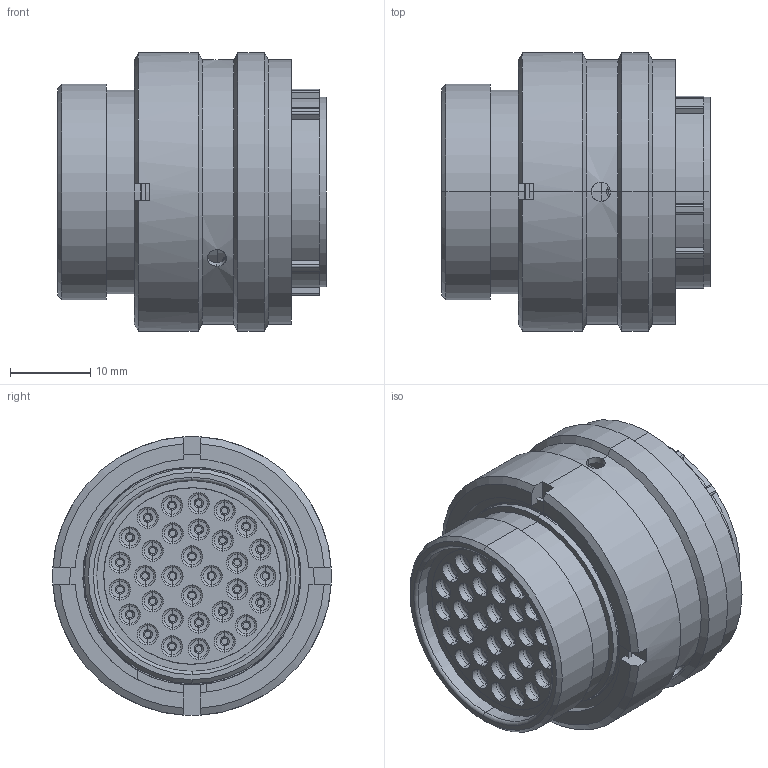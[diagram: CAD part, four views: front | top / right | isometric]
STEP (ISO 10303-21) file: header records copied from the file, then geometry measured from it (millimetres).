
FILE_DESCRIPTION (( 'STEP AP214' ), '1' );
FILE_NAME ('AS618-32SC.STEP', '2022-02-01T10:50:35', ( '' ), ( '' ), 'SwSTEP 2.0', 'SolidWorks 2020', '' );
FILE_SCHEMA (( 'AUTOMOTIVE_DESIGN' ));
Length unit declared in the file: millimetre
Products named in the file (1): AS618-32SC
Bounding box: 33.37 x 34.7 x 34.7 mm (x, y, z)
Volume: 17491.4 mm3; surface area: 20902.6 mm2
Topology: 8 solids, 8 shells, 1704 faces, 4217 edges, 2571 vertices
Faces by surface type: plane 533, cylinder 483, torus 390, cone 287, bspline 9, sphere 2
Entity records: 75937 total; most frequent: CARTESIAN_POINT 18445, ORIENTED_EDGE 8434, DIRECTION 7826, EDGE_CURVE 4217, AXIS2_PLACEMENT_3D 3356, VERTEX_POINT 2571, EDGE_LOOP 1888, UNCERTAINTY_MEASURE_WITH_UNIT 1714
